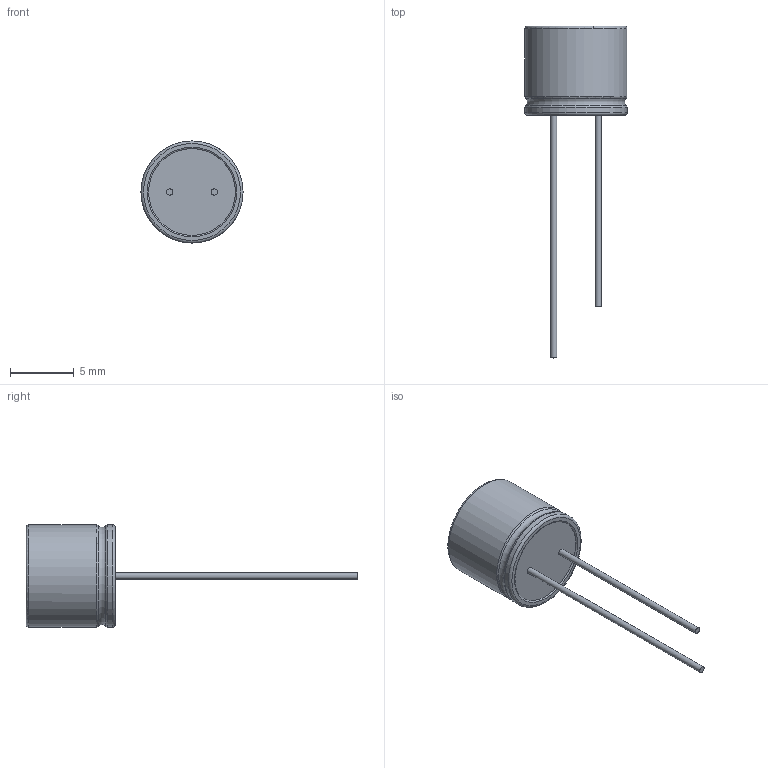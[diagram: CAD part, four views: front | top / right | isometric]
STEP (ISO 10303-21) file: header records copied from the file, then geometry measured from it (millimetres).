
FILE_DESCRIPTION(/* description */ ('STEP AP242','CAx-IF Rec.Pracs.---Representation and Presentation of Product Manufacturing Information (PMI)---4.0---2014-10-13','CAx-IF Rec.Pracs.---3D Tessellated Geometry---0.4---2014-09-14','2;1'),/* implementation_level */ '2;1');
FILE_NAME(/* name */ '68f529b6da31ae626219deeb',/* time_stamp */ '2025-10-19T18:11:02Z',/* author */ (''),/* organization */ (''),/* preprocessor_version */ 'ST-DEVELOPER v20',/* originating_system */ 'ONSHAPE BY PTC INC, 1.205',/* authorisation */ ' ');
FILE_SCHEMA (('AP242_MANAGED_MODEL_BASED_3D_ENGINEERING_MIM_LF { 1 0 10303 442 1 1 4 }'));
Length unit declared in the file: metre
Products named in the file (5): 25SEK120M
Bounding box: 8 x 26 x 8 mm (x, y, z)
Volume: 352 mm3; surface area: 456.3 mm2
Topology: 5 solids, 5 shells, 27 faces, 42 edges, 26 vertices
Faces by surface type: plane 14, torus 7, cylinder 6
Full cylindrical faces by diameter (mm): 0.5 x2, 6.8 x2, 8 x2
Entity records: 654 total; most frequent: DIRECTION 108, CARTESIAN_POINT 95, ORIENTED_EDGE 56, AXIS2_PLACEMENT_3D 52, EDGE_LOOP 39, FACE_BOUND 39, EDGE_CURVE 28, ADVANCED_FACE 27
